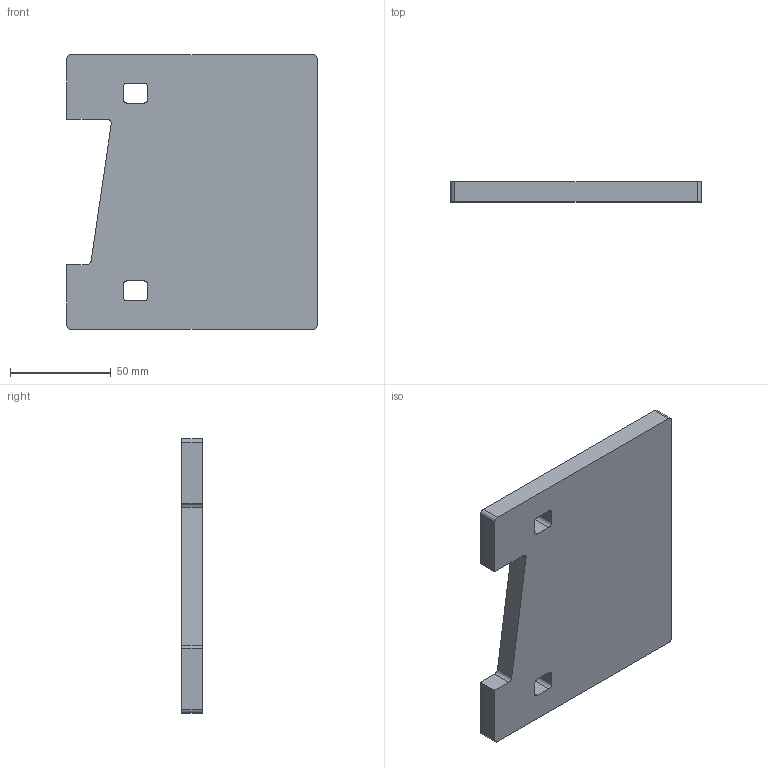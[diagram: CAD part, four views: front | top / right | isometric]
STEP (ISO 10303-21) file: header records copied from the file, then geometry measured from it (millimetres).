
FILE_DESCRIPTION(/* description */ (''),/* implementation_level */ '2;1');
FILE_NAME(/* name */ 'PlacaSensor.stp',/* time_stamp */ '2018-11-29T18:36:23-03:00',/* author */ ('Landa'),/* organization */ (''),/* preprocessor_version */ 'ST-DEVELOPER v17',/* originating_system */ 'Autodesk Inventor 2019',/* authorisation */ '');
FILE_SCHEMA (('AUTOMOTIVE_DESIGN { 1 0 10303 214 3 1 1 }'));
Length unit declared in the file: millimetre
Products named in the file (1): weaitaplana
Bounding box: 124 x 10 x 136 mm (x, y, z)
Volume: 154036.9 mm3; surface area: 37114.5 mm2
Topology: 1 solids, 1 shells, 32 faces, 104 edges, 88 vertices
Faces by surface type: plane 18, cylinder 14
Entity records: 1164 total; most frequent: CARTESIAN_POINT 217, DIRECTION 196, ORIENTED_EDGE 180, EDGE_CURVE 90, AXIS2_PLACEMENT_3D 67, LINE 62, VECTOR 62, VERTEX_POINT 60
